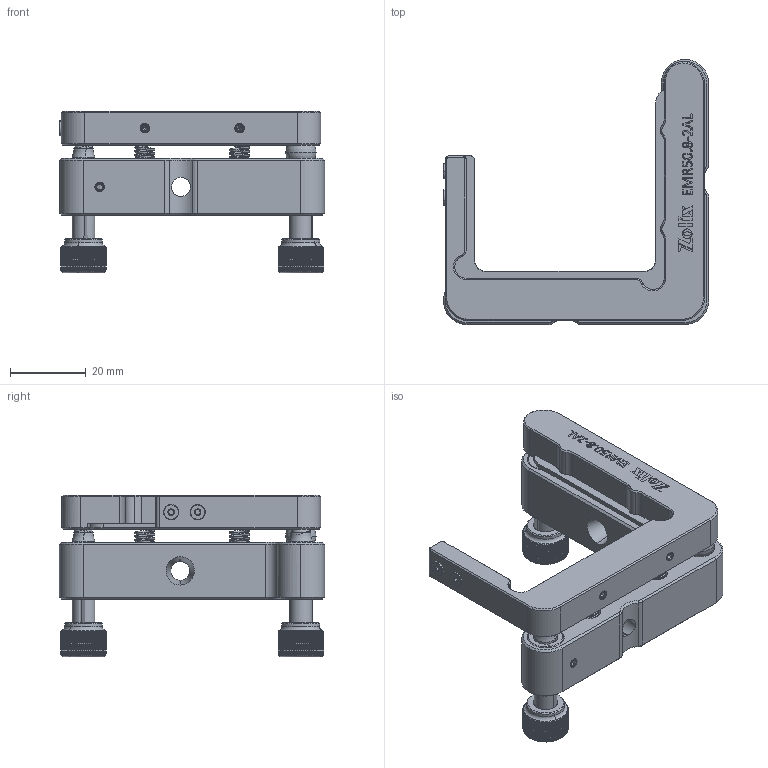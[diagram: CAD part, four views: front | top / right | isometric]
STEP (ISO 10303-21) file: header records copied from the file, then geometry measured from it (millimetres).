
FILE_DESCRIPTION (( 'STEP AP203' ), '1' );
FILE_NAME ('EMR50.8-2AL.STEP', '2025-06-23T02:58:55', ( '' ), ( '' ), 'SwSTEP 2.0', 'SolidWorks 2020', '' );
FILE_SCHEMA (( 'CONFIG_CONTROL_DESIGN' ));
Length unit declared in the file: millimetre
Products named in the file (1): EMR50.8-2AL
Bounding box: 70 x 69.99 x 42.71 mm (x, y, z)
Surface area: 20727.8 mm2 (no closed solid volume)
Topology: 0 solids, 27 shells, 1007 faces, 2881 edges, 1931 vertices
Faces by surface type: plane 496, cylinder 278, cone 153, torus 40, bspline 28, sphere 12
Entity records: 53706 total; most frequent: CARTESIAN_POINT 32772, ORIENTED_EDGE 5634, EDGE_CURVE 2851, B_SPLINE_CURVE_WITH_KNOTS 2604, DIRECTION 2201, VERTEX_POINT 1931, EDGE_LOOP 1091, FACE_OUTER_BOUND 1007
